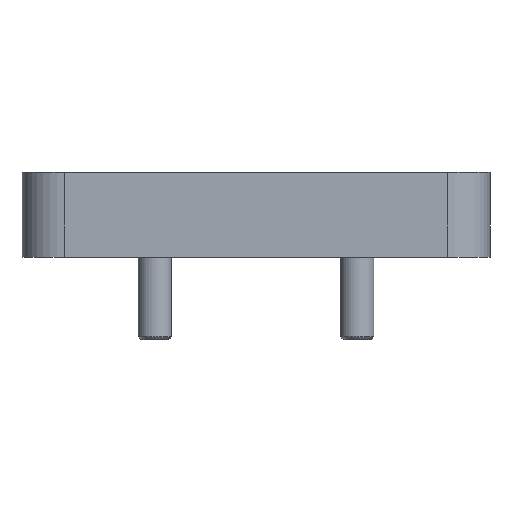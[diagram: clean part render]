
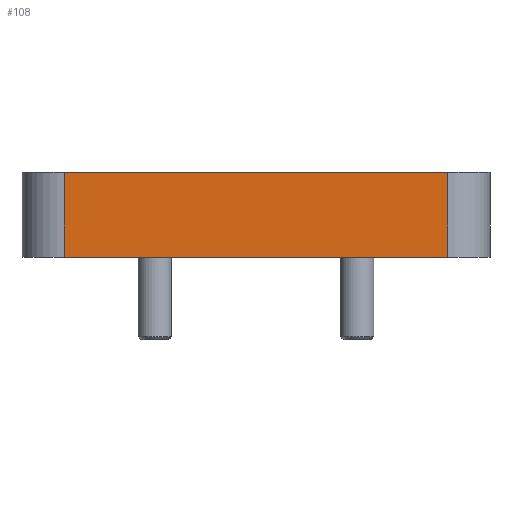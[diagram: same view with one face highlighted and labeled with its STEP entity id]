
A CAD part, left-side view. The second image highlights one B-rep face of the part: STEP entity #108.
In plain terms, the highlighted face is planar.
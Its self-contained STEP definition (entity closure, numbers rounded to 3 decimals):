
#8 = ORIENTED_EDGE ( 'NONE', *, *, #354, .T. ) ;
#68 = VERTEX_POINT ( 'NONE', #906 ) ;
#108 = ADVANCED_FACE ( 'NONE', ( #1129 ), #847, .F. ) ;
#128 = VECTOR ( 'NONE', #1087, 1000. ) ;
#162 = ORIENTED_EDGE ( 'NONE', *, *, #229, .T. ) ;
#229 = EDGE_CURVE ( 'NONE', #684, #314, #1708, .T. ) ;
#273 = DIRECTION ( 'NONE',  ( 0., 0., -1. ) ) ;
#314 = VERTEX_POINT ( 'NONE', #414 ) ;
#324 = CARTESIAN_POINT ( 'NONE',  ( 57.5, 28.65, 12.7 ) ) ;
#354 = EDGE_CURVE ( 'NONE', #68, #684, #1207, .T. ) ;
#384 = VERTEX_POINT ( 'NONE', #1693 ) ;
#414 = CARTESIAN_POINT ( 'NONE',  ( 57.5, 28.65, 0. ) ) ;
#424 = ORIENTED_EDGE ( 'NONE', *, *, #558, .F. ) ;
#455 = CARTESIAN_POINT ( 'NONE',  ( 57.5, -28.65, 0. ) ) ;
#558 = EDGE_CURVE ( 'NONE', #384, #314, #1490, .T. ) ;
#577 = DIRECTION ( 'NONE',  ( 0., 1., 0. ) ) ;
#599 = DIRECTION ( 'NONE',  ( -1., 0., 0. ) ) ;
#674 = VECTOR ( 'NONE', #273, 1000. ) ;
#684 = VERTEX_POINT ( 'NONE', #455 ) ;
#698 = AXIS2_PLACEMENT_3D ( 'NONE', #324, #599, #1515 ) ;
#764 = EDGE_LOOP ( 'NONE', ( #162, #424, #937, #8 ) ) ;
#847 = PLANE ( 'NONE',  #698 ) ;
#877 = CARTESIAN_POINT ( 'NONE',  ( 57.5, 28.65, 12.7 ) ) ;
#906 = CARTESIAN_POINT ( 'NONE',  ( 57.5, -28.65, 12.7 ) ) ;
#937 = ORIENTED_EDGE ( 'NONE', *, *, #1330, .F. ) ;
#1087 = DIRECTION ( 'NONE',  ( 0., 1., 0. ) ) ;
#1091 = DIRECTION ( 'NONE',  ( 0., 0., -1. ) ) ;
#1129 = FACE_OUTER_BOUND ( 'NONE', #764, .T. ) ;
#1186 = CARTESIAN_POINT ( 'NONE',  ( 57.5, 28.65, 0. ) ) ;
#1207 = LINE ( 'NONE', #1596, #1585 ) ;
#1243 = CARTESIAN_POINT ( 'NONE',  ( 57.5, 28.65, 12.7 ) ) ;
#1330 = EDGE_CURVE ( 'NONE', #68, #384, #1668, .T. ) ;
#1382 = VECTOR ( 'NONE', #577, 1000. ) ;
#1490 = LINE ( 'NONE', #1243, #674 ) ;
#1515 = DIRECTION ( 'NONE',  ( 0., 0., 1. ) ) ;
#1585 = VECTOR ( 'NONE', #1091, 1000. ) ;
#1596 = CARTESIAN_POINT ( 'NONE',  ( 57.5, -28.65, 12.7 ) ) ;
#1668 = LINE ( 'NONE', #877, #1382 ) ;
#1693 = CARTESIAN_POINT ( 'NONE',  ( 57.5, 28.65, 12.7 ) ) ;
#1708 = LINE ( 'NONE', #1186, #128 ) ;
